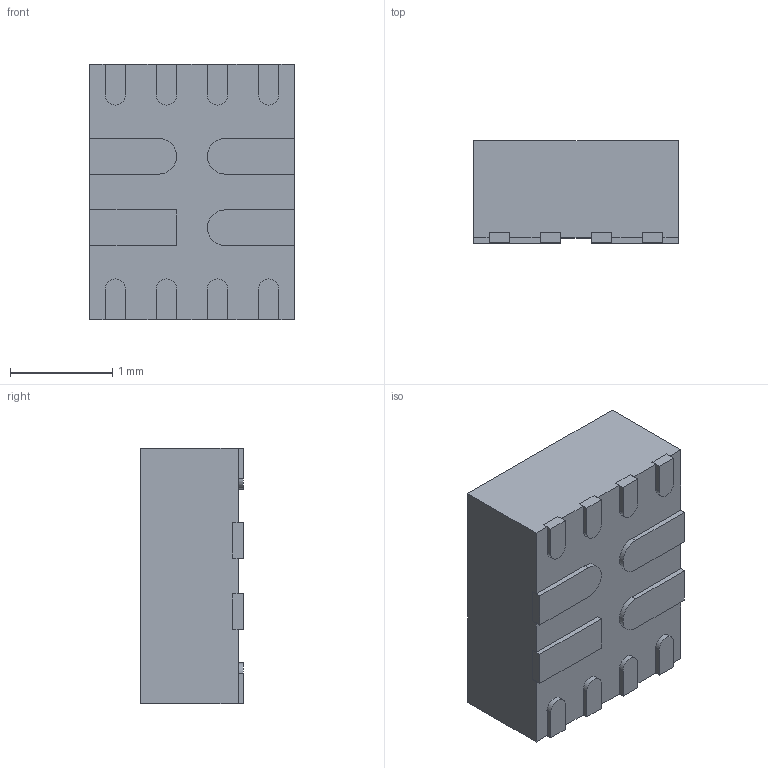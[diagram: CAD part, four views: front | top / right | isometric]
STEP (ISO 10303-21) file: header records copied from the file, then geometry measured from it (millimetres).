
FILE_DESCRIPTION (( 'STEP AP214' ), '1' );
FILE_NAME ('TPS2121RUXR.STEP', '2023-06-12T14:16:32', ( '' ), ( '' ), 'SwSTEP 2.0', 'SolidWorks 2021', '' );
FILE_SCHEMA (( 'AUTOMOTIVE_DESIGN' ));
Length unit declared in the file: millimetre
Products named in the file (1): TPS2121RUXR
Bounding box: 2 x 1 x 2.5 mm (x, y, z)
Volume: 4.8 mm3; surface area: 24.6 mm2
Topology: 14 solids, 14 shells, 141 faces, 336 edges, 224 vertices
Faces by surface type: plane 107, cylinder 34
Entity records: 4209 total; most frequent: CARTESIAN_POINT 702, DIRECTION 688, ORIENTED_EDGE 672, EDGE_CURVE 336, LINE 268, VECTOR 268, VERTEX_POINT 224, AXIS2_PLACEMENT_3D 210
